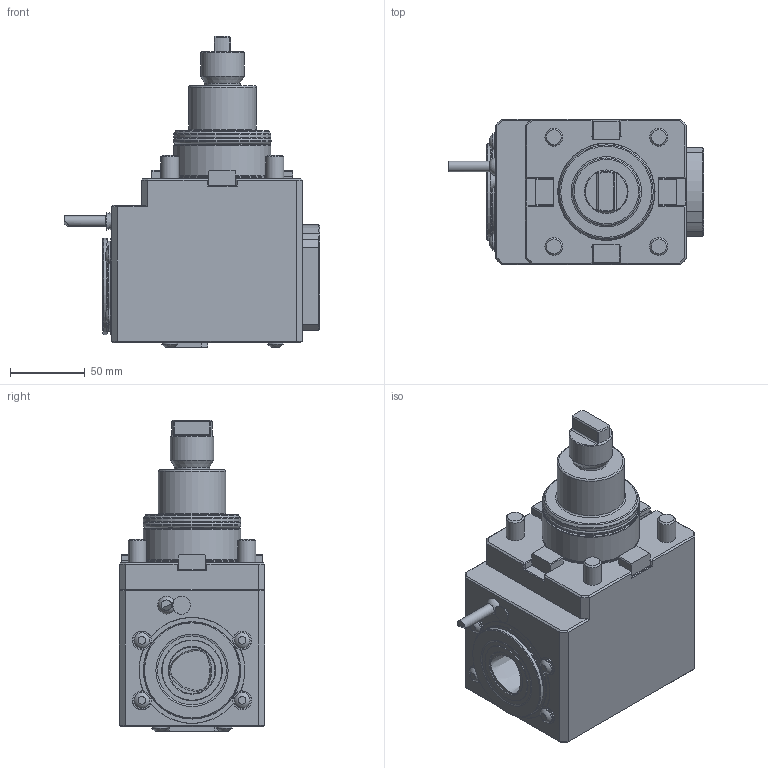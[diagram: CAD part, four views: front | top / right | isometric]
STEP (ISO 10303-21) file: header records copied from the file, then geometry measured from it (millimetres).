
FILE_DESCRIPTION(/* description */ ('Unknown'),/* implementation_level */ '2;1');
FILE_NAME(/* name */ 'C4_DNI_EM65G_I_A_SIM',/* time_stamp */ '2022-12-09T14:54:23+01:00',/* author */ ('KS'),/* organization */ ('WTO'),/* preprocessor_version */ 'ST-DEVELOPER v16.7',/* originating_system */ 'DEX',/* authorisation */ $);
FILE_SCHEMA (('AUTOMOTIVE_DESIGN {1 0 10303 214 3 1 1}'));
Length unit declared in the file: millimetre
Products named in the file (1): 118691_C4-DNI-EM65G-I-A_vereinfacht_STP_00466614
Bounding box: 170.5 x 97 x 208 mm (x, y, z)
Surface area: 99117.9 mm2 (no closed solid volume)
Topology: 0 solids, 1 shells, 354 faces, 898 edges, 564 vertices
Faces by surface type: plane 225, cone 53, cylinder 52, torus 10, sphere 9, bspline 5
Full cylindrical faces by diameter (mm): 2.5 x1, 6 x1, 7 x1, 10.5 x6, 12 x5, 23.7 x1, 29 x1, 45 x1, 58.8 x1, 60 x1, 64.4 x1, 64.5 x1, 64.9 x2, 65 x1
Entity records: 10202 total; most frequent: CARTESIAN_POINT 2163, DIRECTION 1606, ORIENTED_EDGE 1596, EDGE_CURVE 798, AXIS2_PLACEMENT_3D 544, VERTEX_POINT 535, LINE 518, VECTOR 518
